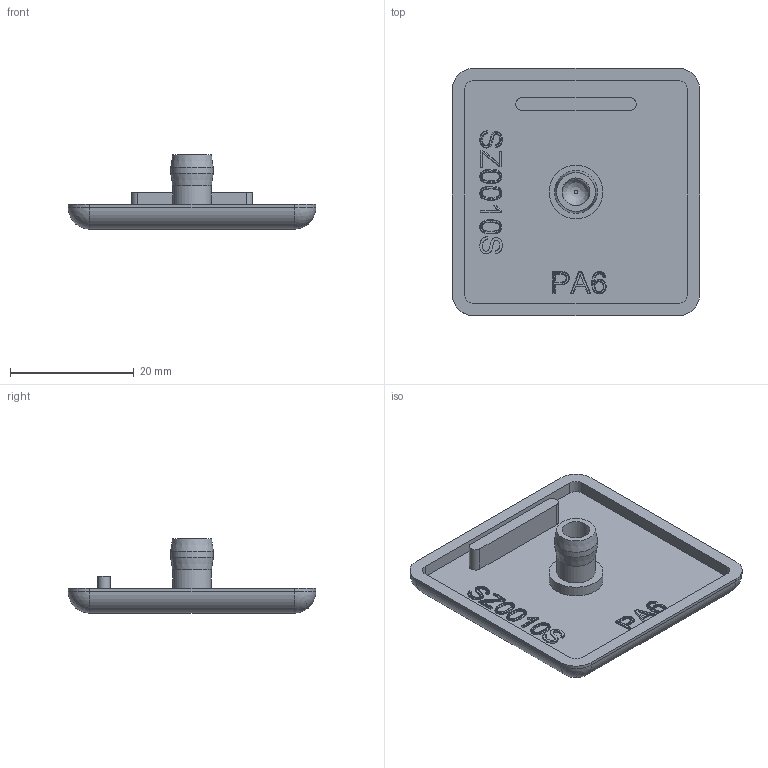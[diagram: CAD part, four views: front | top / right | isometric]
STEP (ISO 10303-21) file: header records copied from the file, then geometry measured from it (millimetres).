
FILE_DESCRIPTION((''),'2;1');
FILE_NAME('SZ0010S_A.stp','2013-08-19T13:48:43',('janine behrens'),(''),'Autodesk Inventor 2012','Autodesk Inventor 2012','');
FILE_SCHEMA(('AUTOMOTIVE_DESIGN { 1 0 10303 214 1 1 1 1 }'));
Length unit declared in the file: millimetre
Products named in the file (1): SZ0010S_A
Bounding box: 40 x 40 x 12 mm (x, y, z)
Volume: 3799.7 mm3; surface area: 4358.9 mm2
Topology: 1 solids, 1 shells, 285 faces, 670 edges, 407 vertices
Faces by surface type: bspline 153, plane 73, cylinder 53, sphere 4, cone 2
Full cylindrical faces by diameter (mm): 4.5 x1, 6.3 x1, 6.9 x1, 8.7 x1
Entity records: 12957 total; most frequent: CARTESIAN_POINT 7368, ORIENTED_EDGE 1320, DIRECTION 777, EDGE_CURVE 660, VERTEX_POINT 405, EDGE_LOOP 313, FACE_OUTER_BOUND 285, ADVANCED_FACE 285
